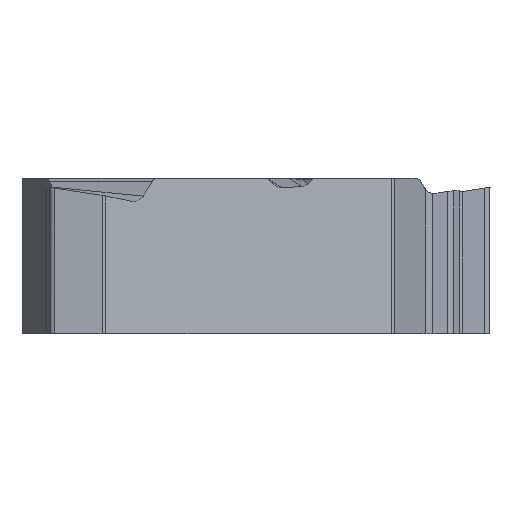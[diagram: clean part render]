
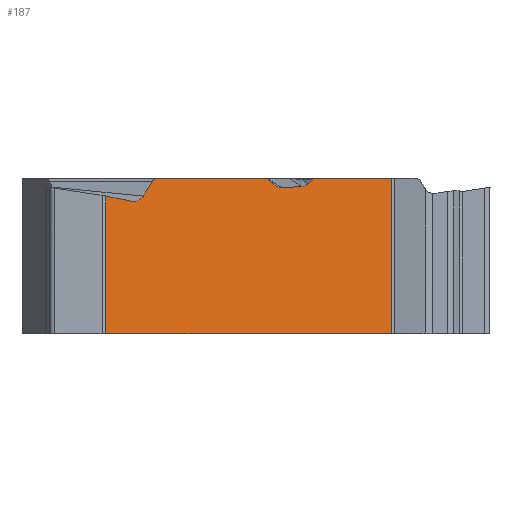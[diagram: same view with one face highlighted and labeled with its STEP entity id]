
A CAD part, front view. The second image highlights one B-rep face of the part: STEP entity #187.
In plain terms, the highlighted planar face has unit normal (0.5, -0.866, 0).
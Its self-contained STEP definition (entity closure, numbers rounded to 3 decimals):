
#187=ADVANCED_FACE('',(#338),#285,.F.);
#285=PLANE('',#2132);
#338=FACE_OUTER_BOUND('',#442,.T.);
#442=EDGE_LOOP('',(#680,#681,#682,#683,#684,#685,#686,#687,#688,#689,#690,
#691,#692,#693,#694,#695));
#552=ELLIPSE('',#2128,0.15,0.15);
#553=ELLIPSE('',#2129,0.167,0.15);
#554=ELLIPSE('',#2130,0.177,0.15);
#555=ELLIPSE('',#2131,0.368,0.32);
#680=ORIENTED_EDGE('',*,*,#1448,.F.);
#681=ORIENTED_EDGE('',*,*,#1449,.T.);
#682=ORIENTED_EDGE('',*,*,#1450,.F.);
#683=ORIENTED_EDGE('',*,*,#1451,.T.);
#684=ORIENTED_EDGE('',*,*,#1452,.F.);
#685=ORIENTED_EDGE('',*,*,#1453,.F.);
#686=ORIENTED_EDGE('',*,*,#1454,.F.);
#687=ORIENTED_EDGE('',*,*,#1455,.F.);
#688=ORIENTED_EDGE('',*,*,#1456,.F.);
#689=ORIENTED_EDGE('',*,*,#1457,.F.);
#690=ORIENTED_EDGE('',*,*,#1458,.F.);
#691=ORIENTED_EDGE('',*,*,#1459,.F.);
#692=ORIENTED_EDGE('',*,*,#1460,.F.);
#693=ORIENTED_EDGE('',*,*,#1461,.F.);
#694=ORIENTED_EDGE('',*,*,#1462,.F.);
#695=ORIENTED_EDGE('',*,*,#1463,.T.);
#1236=VERTEX_POINT('',#3535);
#1237=VERTEX_POINT('',#3536);
#1238=VERTEX_POINT('',#3538);
#1239=VERTEX_POINT('',#3540);
#1240=VERTEX_POINT('',#3542);
#1241=VERTEX_POINT('',#3544);
#1242=VERTEX_POINT('',#3546);
#1243=VERTEX_POINT('',#3548);
#1244=VERTEX_POINT('',#3562);
#1245=VERTEX_POINT('',#3564);
#1246=VERTEX_POINT('',#3578);
#1247=VERTEX_POINT('',#3580);
#1248=VERTEX_POINT('',#3582);
#1249=VERTEX_POINT('',#3584);
#1250=VERTEX_POINT('',#3586);
#1251=VERTEX_POINT('',#3588);
#1448=EDGE_CURVE('',#1236,#1237,#1709,.T.);
#1449=EDGE_CURVE('',#1236,#1238,#1710,.T.);
#1450=EDGE_CURVE('',#1239,#1238,#1711,.T.);
#1451=EDGE_CURVE('',#1239,#1240,#1712,.T.);
#1452=EDGE_CURVE('',#1241,#1240,#1713,.T.);
#1453=EDGE_CURVE('',#1242,#1241,#552,.T.);
#1454=EDGE_CURVE('',#1243,#1242,#1714,.T.);
#1455=EDGE_CURVE('',#1244,#1243,#2027,.T.);
#1456=EDGE_CURVE('',#1245,#1244,#1715,.T.);
#1457=EDGE_CURVE('',#1246,#1245,#2028,.T.);
#1458=EDGE_CURVE('',#1247,#1246,#1716,.T.);
#1459=EDGE_CURVE('',#1248,#1247,#553,.T.);
#1460=EDGE_CURVE('',#1249,#1248,#1717,.T.);
#1461=EDGE_CURVE('',#1250,#1249,#554,.T.);
#1462=EDGE_CURVE('',#1251,#1250,#1718,.T.);
#1463=EDGE_CURVE('',#1251,#1237,#555,.T.);
#1709=LINE('',#3534,#1883);
#1710=LINE('',#3537,#1884);
#1711=LINE('',#3539,#1885);
#1712=LINE('',#3541,#1886);
#1713=LINE('',#3543,#1887);
#1714=LINE('',#3547,#1888);
#1715=LINE('',#3563,#1889);
#1716=LINE('',#3579,#1890);
#1717=LINE('',#3583,#1891);
#1718=LINE('',#3587,#1892);
#1883=VECTOR('',#2421,1.);
#1884=VECTOR('',#2422,1.);
#1885=VECTOR('',#2423,1.);
#1886=VECTOR('',#2424,1.);
#1887=VECTOR('',#2425,1.);
#1888=VECTOR('',#2428,1.);
#1889=VECTOR('',#2429,1.);
#1890=VECTOR('',#2430,1.);
#1891=VECTOR('',#2433,1.);
#1892=VECTOR('',#2436,1.);
#2027=B_SPLINE_CURVE_WITH_KNOTS('',3,(#3549,#3550,#3551,#3552,#3553,#3554,
#3555,#3556,#3557,#3558,#3559,#3560,#3561),.UNSPECIFIED.,.F.,.F.,(4,3,3,
3,4),(0.,0.249,0.498,0.746,1.),
 .UNSPECIFIED.);
#2028=B_SPLINE_CURVE_WITH_KNOTS('',3,(#3565,#3566,#3567,#3568,#3569,#3570,
#3571,#3572,#3573,#3574,#3575,#3576,#3577),.UNSPECIFIED.,.F.,.F.,(4,3,3,
3,4),(0.,0.234,0.468,0.701,1.),
 .UNSPECIFIED.);
#2128=AXIS2_PLACEMENT_3D('',#3545,#2426,#2427);
#2129=AXIS2_PLACEMENT_3D('',#3581,#2431,#2432);
#2130=AXIS2_PLACEMENT_3D('',#3585,#2434,#2435);
#2131=AXIS2_PLACEMENT_3D('',#3589,#2437,#2438);
#2132=AXIS2_PLACEMENT_3D('',#3590,#2439,#2440);
#2421=DIRECTION('',(0.853,0.492,-0.174));
#2422=DIRECTION('',(0.,0.,-1.));
#2423=DIRECTION('',(-0.866,-0.5,0.));
#2424=DIRECTION('',(0.,0.,1.));
#2425=DIRECTION('',(0.866,0.5,0.));
#2426=DIRECTION('',(-0.5,0.866,0.));
#2427=DIRECTION('',(0.866,0.5,0.));
#2428=DIRECTION('',(0.658,0.38,0.651));
#2429=DIRECTION('',(0.865,0.5,0.043));
#2430=DIRECTION('',(0.686,0.396,-0.611));
#2431=DIRECTION('',(-0.5,0.866,0.));
#2432=DIRECTION('',(-0.866,-0.5,0.));
#2433=DIRECTION('',(0.866,0.5,0.));
#2434=DIRECTION('',(-0.5,0.866,0.));
#2435=DIRECTION('',(-0.866,-0.5,0.));
#2436=DIRECTION('',(0.497,0.287,0.819));
#2437=DIRECTION('',(-0.5,0.866,0.));
#2438=DIRECTION('',(-0.853,-0.492,0.174));
#2439=DIRECTION('',(-0.5,0.866,0.));
#2440=DIRECTION('',(0.,0.,-1.));
#3534=CARTESIAN_POINT('',(-0.464,-5.767,-0.637));
#3535=CARTESIAN_POINT('',(-2.483,-6.933,-0.226));
#3536=CARTESIAN_POINT('',(-1.781,-6.528,-0.369));
#3537=CARTESIAN_POINT('',(-2.483,-6.933,-5.47));
#3538=CARTESIAN_POINT('',(-2.483,-6.933,-3.97));
#3539=CARTESIAN_POINT('',(-0.367,-5.711,-3.97));
#3540=CARTESIAN_POINT('',(5.299,-2.44,-3.97));
#3541=CARTESIAN_POINT('',(5.299,-2.44,3.25));
#3542=CARTESIAN_POINT('',(5.299,-2.44,0.25));
#3543=CARTESIAN_POINT('',(-0.367,-5.711,0.25));
#3544=CARTESIAN_POINT('',(3.222,-3.639,0.25));
#3545=CARTESIAN_POINT('',(3.222,-3.639,0.1));
#3546=CARTESIAN_POINT('',(3.137,-3.688,0.214));
#3547=CARTESIAN_POINT('',(1.025,-4.907,-1.876));
#3548=CARTESIAN_POINT('',(3.029,-3.75,0.107));
#3549=CARTESIAN_POINT('',(2.857,-3.85,0.028));
#3550=CARTESIAN_POINT('',(2.873,-3.841,0.029));
#3551=CARTESIAN_POINT('',(2.888,-3.832,0.032));
#3552=CARTESIAN_POINT('',(2.904,-3.823,0.035));
#3553=CARTESIAN_POINT('',(2.919,-3.814,0.039));
#3554=CARTESIAN_POINT('',(2.934,-3.805,0.044));
#3555=CARTESIAN_POINT('',(2.949,-3.797,0.051));
#3556=CARTESIAN_POINT('',(2.963,-3.789,0.058));
#3557=CARTESIAN_POINT('',(2.977,-3.78,0.066));
#3558=CARTESIAN_POINT('',(2.99,-3.773,0.075));
#3559=CARTESIAN_POINT('',(3.004,-3.765,0.084));
#3560=CARTESIAN_POINT('',(3.017,-3.757,0.095));
#3561=CARTESIAN_POINT('',(3.029,-3.75,0.107));
#3562=CARTESIAN_POINT('',(2.857,-3.85,0.028));
#3563=CARTESIAN_POINT('',(-0.362,-5.708,-0.13));
#3564=CARTESIAN_POINT('',(2.296,-4.173,0.001));
#3565=CARTESIAN_POINT('',(2.124,-4.273,0.063));
#3566=CARTESIAN_POINT('',(2.136,-4.266,0.052));
#3567=CARTESIAN_POINT('',(2.148,-4.259,0.043));
#3568=CARTESIAN_POINT('',(2.161,-4.252,0.036));
#3569=CARTESIAN_POINT('',(2.173,-4.245,0.028));
#3570=CARTESIAN_POINT('',(2.186,-4.237,0.021));
#3571=CARTESIAN_POINT('',(2.2,-4.229,0.016));
#3572=CARTESIAN_POINT('',(2.214,-4.221,0.011));
#3573=CARTESIAN_POINT('',(2.228,-4.213,0.007));
#3574=CARTESIAN_POINT('',(2.242,-4.205,0.004));
#3575=CARTESIAN_POINT('',(2.26,-4.195,0.001));
#3576=CARTESIAN_POINT('',(2.278,-4.184,0.));
#3577=CARTESIAN_POINT('',(2.296,-4.173,0.001));
#3578=CARTESIAN_POINT('',(2.124,-4.273,0.063));
#3579=CARTESIAN_POINT('',(4.034,-3.17,-1.639));
#3580=CARTESIAN_POINT('',(1.954,-4.371,0.214));
#3581=CARTESIAN_POINT('',(1.861,-4.425,0.1));
#3582=CARTESIAN_POINT('',(1.861,-4.425,0.25));
#3583=CARTESIAN_POINT('',(5.129,-2.538,0.25));
#3584=CARTESIAN_POINT('',(-1.082,-6.124,0.25));
#3585=CARTESIAN_POINT('',(-1.082,-6.124,0.1));
#3586=CARTESIAN_POINT('',(-1.213,-6.2,0.177));
#3587=CARTESIAN_POINT('',(0.801,-5.037,3.499));
#3588=CARTESIAN_POINT('',(-1.461,-6.343,-0.232));
#3589=CARTESIAN_POINT('',(-1.733,-6.5,-0.054));
#3590=CARTESIAN_POINT('',(-0.367,-5.711,0.));
